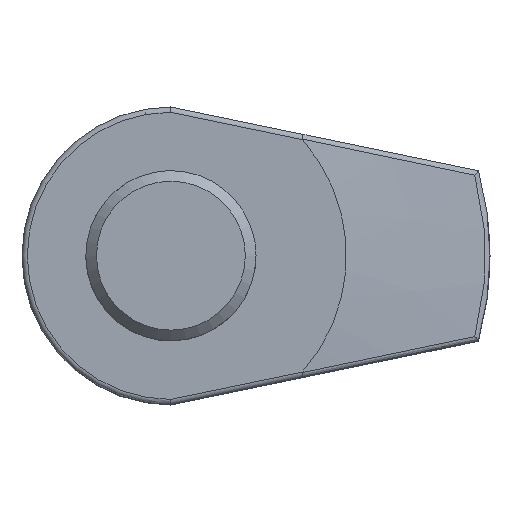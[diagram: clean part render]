
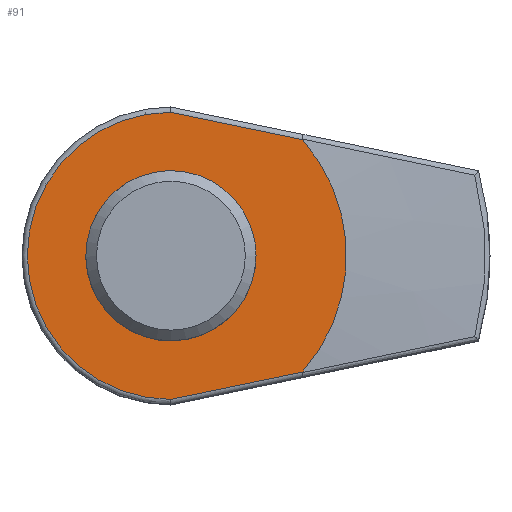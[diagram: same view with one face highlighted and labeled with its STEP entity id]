
A CAD part, top view. The second image highlights one B-rep face of the part: STEP entity #91.
In plain terms, the highlighted planar face has unit normal (0, 0, 1).
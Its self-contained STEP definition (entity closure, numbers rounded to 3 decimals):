
#91 = ADVANCED_FACE( '', ( #140, #141 ), #142, .T. );
#140 = FACE_OUTER_BOUND( '', #310, .T. );
#141 = FACE_BOUND( '', #311, .T. );
#142 = PLANE( '', #312 );
#310 = EDGE_LOOP( '', ( #437, #438, #439, #440 ) );
#311 = EDGE_LOOP( '', ( #441 ) );
#312 = AXIS2_PLACEMENT_3D( '', #442, #443, #444 );
#437 = ORIENTED_EDGE( '', *, *, #547, .T. );
#438 = ORIENTED_EDGE( '', *, *, #545, .T. );
#439 = ORIENTED_EDGE( '', *, *, #530, .T. );
#440 = ORIENTED_EDGE( '', *, *, #525, .T. );
#441 = ORIENTED_EDGE( '', *, *, #539, .F. );
#442 = CARTESIAN_POINT( '', ( 0., 0., 47. ) );
#443 = DIRECTION( '', ( 0., 0., 1. ) );
#444 = DIRECTION( '', ( 1., 0., 0. ) );
#525 = EDGE_CURVE( '', #592, #593, #594, .T. );
#530 = EDGE_CURVE( '', #602, #592, #603, .T. );
#539 = EDGE_CURVE( '', #619, #619, #620, .T. );
#545 = EDGE_CURVE( '', #625, #602, #627, .T. );
#547 = EDGE_CURVE( '', #593, #625, #629, .T. );
#592 = VERTEX_POINT( '', #708 );
#593 = VERTEX_POINT( '', #709 );
#594 = LINE( '', #710, #711 );
#602 = VERTEX_POINT( '', #771 );
#603 = CIRCLE( '', #772, 16.5 );
#619 = VERTEX_POINT( '', #828 );
#620 = CIRCLE( '', #829, 8. );
#625 = VERTEX_POINT( '', #956 );
#627 = LINE( '', #963, #964 );
#629 = CIRCLE( '', #966, 13.5 );
#708 = CARTESIAN_POINT( '', ( 12.367, 10.923, 47. ) );
#709 = CARTESIAN_POINT( '', ( -0.051, 13.5, 47. ) );
#710 = CARTESIAN_POINT( '', ( -0.102, 13.51, 47. ) );
#711 = VECTOR( '', #1014, 1000. );
#771 = CARTESIAN_POINT( '', ( 12.367, -10.923, 47. ) );
#772 = AXIS2_PLACEMENT_3D( '', #1016, #1017, #1018 );
#828 = CARTESIAN_POINT( '', ( 7.833, 1.625, 47. ) );
#829 = AXIS2_PLACEMENT_3D( '', #1034, #1035, #1036 );
#956 = CARTESIAN_POINT( '', ( -0.051, -13.5, 47. ) );
#963 = CARTESIAN_POINT( '', ( 11.676, -11.066, 47. ) );
#964 = VECTOR( '', #1037, 1000. );
#966 = AXIS2_PLACEMENT_3D( '', #1041, #1042, #1043 );
#1014 = DIRECTION( '', ( -0.979, 0.203, 0. ) );
#1016 = CARTESIAN_POINT( '', ( 0., 0., 47. ) );
#1017 = DIRECTION( '', ( 0., 0., 1. ) );
#1018 = DIRECTION( '', ( 1., 0., 0. ) );
#1034 = CARTESIAN_POINT( '', ( 0., 0., 47. ) );
#1035 = DIRECTION( '', ( 0., 0., 1. ) );
#1036 = DIRECTION( '', ( 0.979, 0.203, 0. ) );
#1037 = DIRECTION( '', ( 0.979, 0.203, 0. ) );
#1041 = CARTESIAN_POINT( '', ( 0., 0., 47. ) );
#1042 = DIRECTION( '', ( 0., 0., 1. ) );
#1043 = DIRECTION( '', ( 1., 0., 0. ) );
